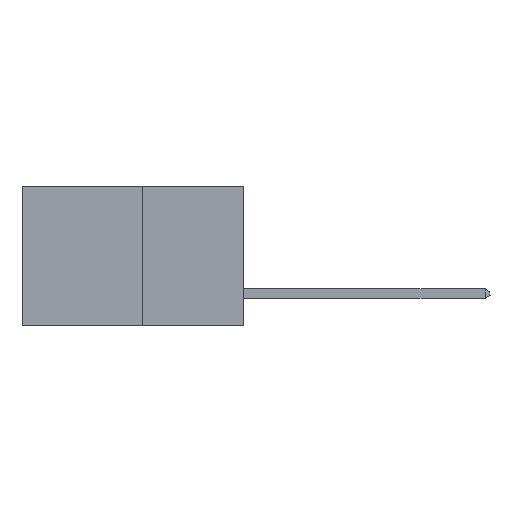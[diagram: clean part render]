
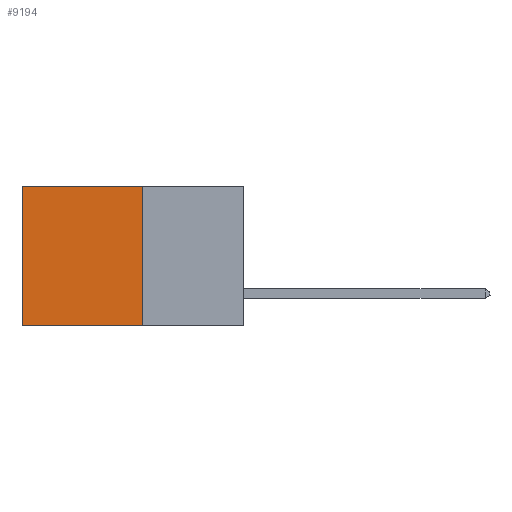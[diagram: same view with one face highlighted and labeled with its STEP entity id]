
A CAD part, left-side view. The second image highlights one B-rep face of the part: STEP entity #9194.
In plain terms, the highlighted planar face has unit normal (-1, 0, 0).
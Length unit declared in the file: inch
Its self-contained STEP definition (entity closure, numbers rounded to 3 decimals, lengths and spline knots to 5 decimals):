
#385 = VERTEX_POINT ( 'NONE', #12777 ) ;
#597 = DIRECTION ( 'NONE',  ( 0., 1., 0. ) ) ;
#935 = EDGE_CURVE ( 'NONE', #385, #8067, #5881, .T. ) ;
#1398 = FACE_OUTER_BOUND ( 'NONE', #14471, .T. ) ;
#1401 = DIRECTION ( 'NONE',  ( 1., 0., 0. ) ) ;
#1436 = AXIS2_PLACEMENT_3D ( 'NONE', #17977, #1401, #12056 ) ;
#1705 = CARTESIAN_POINT ( 'NONE',  ( 0.277, 0.27, -0.37 ) ) ;
#2848 = EDGE_CURVE ( 'NONE', #385, #9015, #4334, .T. ) ;
#2882 = VECTOR ( 'NONE', #13478, 39.37008 ) ;
#3575 = CARTESIAN_POINT ( 'NONE',  ( 0.277, 0.27, -0.37 ) ) ;
#4334 = LINE ( 'NONE', #10630, #11932 ) ;
#5881 = LINE ( 'NONE', #3575, #9458 ) ;
#6801 = ORIENTED_EDGE ( 'NONE', *, *, #9522, .F. ) ;
#7874 = LINE ( 'NONE', #18662, #11397 ) ;
#8067 = VERTEX_POINT ( 'NONE', #1705 ) ;
#8942 = ORIENTED_EDGE ( 'NONE', *, *, #935, .F. ) ;
#9015 = VERTEX_POINT ( 'NONE', #17650 ) ;
#9040 = CARTESIAN_POINT ( 'NONE',  ( 0.277, 0.59, -0.37 ) ) ;
#9194 = ADVANCED_FACE ( 'NONE', ( #1398 ), #19447, .F. ) ;
#9458 = VECTOR ( 'NONE', #17942, 39.37008 ) ;
#9522 = EDGE_CURVE ( 'NONE', #8067, #13727, #7874, .T. ) ;
#10227 = ORIENTED_EDGE ( 'NONE', *, *, #2848, .T. ) ;
#10630 = CARTESIAN_POINT ( 'NONE',  ( 0.277, 0.27, 0. ) ) ;
#11397 = VECTOR ( 'NONE', #597, 39.37008 ) ;
#11932 = VECTOR ( 'NONE', #15040, 39.37008 ) ;
#11986 = CARTESIAN_POINT ( 'NONE',  ( 0.277, 0.59, -0.37 ) ) ;
#12056 = DIRECTION ( 'NONE',  ( 0., 0., -1. ) ) ;
#12777 = CARTESIAN_POINT ( 'NONE',  ( 0.277, 0.27, 0. ) ) ;
#13478 = DIRECTION ( 'NONE',  ( 0., 0., -1. ) ) ;
#13727 = VERTEX_POINT ( 'NONE', #9040 ) ;
#14471 = EDGE_LOOP ( 'NONE', ( #19247, #6801, #8942, #10227 ) ) ;
#15040 = DIRECTION ( 'NONE',  ( 0., 1., 0. ) ) ;
#15446 = LINE ( 'NONE', #11986, #2882 ) ;
#17650 = CARTESIAN_POINT ( 'NONE',  ( 0.277, 0.59, 0. ) ) ;
#17942 = DIRECTION ( 'NONE',  ( 0., 0., -1. ) ) ;
#17977 = CARTESIAN_POINT ( 'NONE',  ( 0.277, 0.27, -0.37 ) ) ;
#18662 = CARTESIAN_POINT ( 'NONE',  ( 0.277, 0.27, -0.37 ) ) ;
#19247 = ORIENTED_EDGE ( 'NONE', *, *, #19466, .T. ) ;
#19447 = PLANE ( 'NONE',  #1436 ) ;
#19466 = EDGE_CURVE ( 'NONE', #9015, #13727, #15446, .T. ) ;
